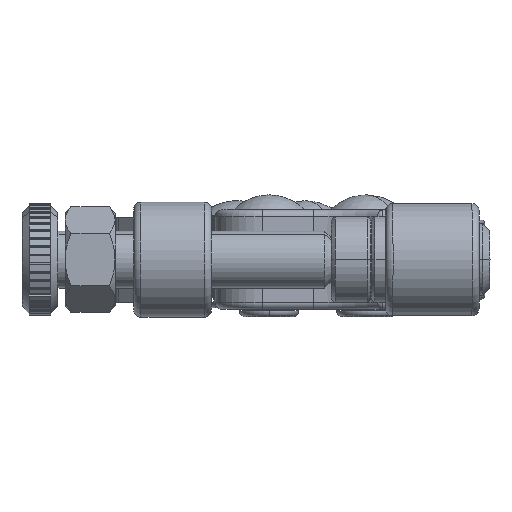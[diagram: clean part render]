
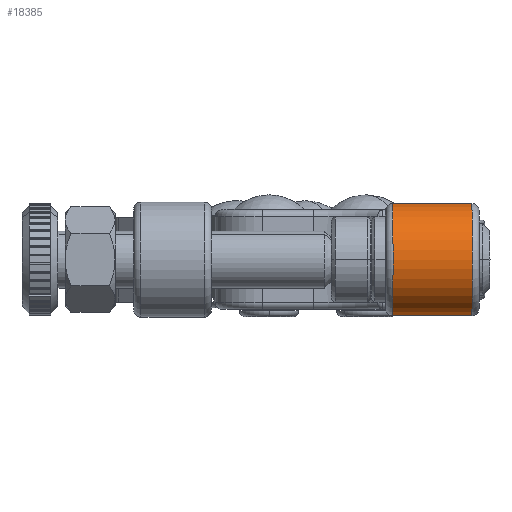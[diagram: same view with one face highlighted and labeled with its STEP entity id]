
A CAD part, left-side view. The second image highlights one B-rep face of the part: STEP entity #18385.
In plain terms, the highlighted cylindrical face has radius 7.8 mm (diameter 15.6 mm), a partial arc.
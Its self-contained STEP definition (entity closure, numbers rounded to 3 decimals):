
#394 = DIRECTION ( 'NONE',  ( 0.006, -1., 0. ) ) ;
#504 = DIRECTION ( 'NONE',  ( -0.006, 1., 0. ) ) ;
#1149 = CARTESIAN_POINT ( 'NONE',  ( -32.335, -29.183, 7.8 ) ) ;
#1546 = CARTESIAN_POINT ( 'NONE',  ( -32.335, -29.183, 0. ) ) ;
#2247 = EDGE_CURVE ( 'NONE', #17630, #8854, #21160, .T. ) ;
#2953 = LINE ( 'NONE', #26469, #23987 ) ;
#3265 = VERTEX_POINT ( 'NONE', #21164 ) ;
#3772 = DIRECTION ( 'NONE',  ( 0., 0., 1. ) ) ;
#4327 = ORIENTED_EDGE ( 'NONE', *, *, #4983, .T. ) ;
#4517 = VECTOR ( 'NONE', #18531, 1000. ) ;
#4983 = EDGE_CURVE ( 'NONE', #6975, #17630, #28098, .T. ) ;
#6406 = FACE_OUTER_BOUND ( 'NONE', #9982, .T. ) ;
#6975 = VERTEX_POINT ( 'NONE', #11686 ) ;
#8854 = VERTEX_POINT ( 'NONE', #18440 ) ;
#9128 = CARTESIAN_POINT ( 'NONE',  ( -32.341, -28.184, 0. ) ) ;
#9982 = EDGE_LOOP ( 'NONE', ( #13281, #4327, #15628, #22328 ) ) ;
#11323 = AXIS2_PLACEMENT_3D ( 'NONE', #1546, #14590, #3772 ) ;
#11348 = DIRECTION ( 'NONE',  ( 0., 0., 1. ) ) ;
#11359 = AXIS2_PLACEMENT_3D ( 'NONE', #13396, #394, #15579 ) ;
#11536 = CYLINDRICAL_SURFACE ( 'NONE', #11323, 7.8 ) ;
#11588 = CARTESIAN_POINT ( 'NONE',  ( -32.341, -28.184, 7.8 ) ) ;
#11686 = CARTESIAN_POINT ( 'NONE',  ( -32.341, -28.184, -7.8 ) ) ;
#13281 = ORIENTED_EDGE ( 'NONE', *, *, #20559, .F. ) ;
#13396 = CARTESIAN_POINT ( 'NONE',  ( -32.403, -17.184, 0. ) ) ;
#14590 = DIRECTION ( 'NONE',  ( -0.006, 1., 0. ) ) ;
#15579 = DIRECTION ( 'NONE',  ( 0., 0., 1. ) ) ;
#15628 = ORIENTED_EDGE ( 'NONE', *, *, #2247, .T. ) ;
#16041 = AXIS2_PLACEMENT_3D ( 'NONE', #9128, #24320, #11348 ) ;
#17630 = VERTEX_POINT ( 'NONE', #11588 ) ;
#18385 = ADVANCED_FACE ( 'NONE', ( #6406 ), #11536, .T. ) ;
#18440 = CARTESIAN_POINT ( 'NONE',  ( -32.403, -17.184, 7.8 ) ) ;
#18531 = DIRECTION ( 'NONE',  ( -0.006, 1., 0. ) ) ;
#20559 = EDGE_CURVE ( 'NONE', #6975, #3265, #2953, .T. ) ;
#21160 = LINE ( 'NONE', #1149, #4517 ) ;
#21164 = CARTESIAN_POINT ( 'NONE',  ( -32.403, -17.184, -7.8 ) ) ;
#22328 = ORIENTED_EDGE ( 'NONE', *, *, #27713, .T. ) ;
#23236 = CIRCLE ( 'NONE', #11359, 7.8 ) ;
#23987 = VECTOR ( 'NONE', #504, 1000. ) ;
#24320 = DIRECTION ( 'NONE',  ( -0.006, 1., 0. ) ) ;
#26469 = CARTESIAN_POINT ( 'NONE',  ( -32.335, -29.183, -7.8 ) ) ;
#27713 = EDGE_CURVE ( 'NONE', #8854, #3265, #23236, .T. ) ;
#28098 = CIRCLE ( 'NONE', #16041, 7.8 ) ;
